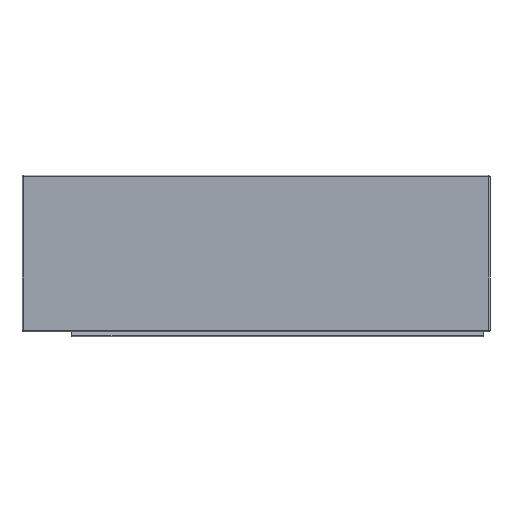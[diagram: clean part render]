
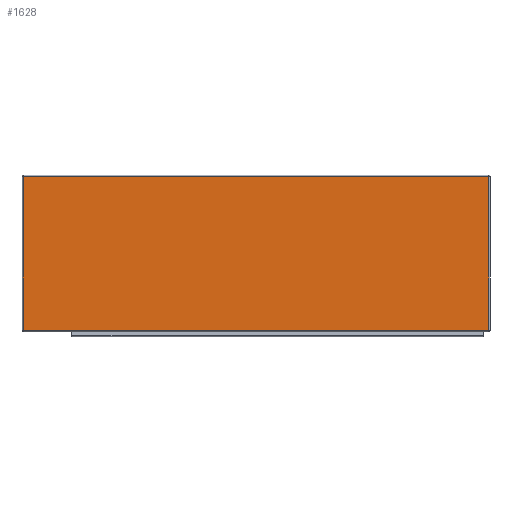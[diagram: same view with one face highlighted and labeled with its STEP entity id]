
A CAD part, front view. The second image highlights one B-rep face of the part: STEP entity #1628.
In plain terms, the highlighted planar face has unit normal (0, -1, 0).
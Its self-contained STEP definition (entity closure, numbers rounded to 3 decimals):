
#543 = VERTEX_POINT ( 'NONE', #4055 ) ;
#544 = VERTEX_POINT ( 'NONE', #4056 ) ;
#545 = VERTEX_POINT ( 'NONE', #4057 ) ;
#546 = VERTEX_POINT ( 'NONE', #4058 ) ;
#1628 = ADVANCED_FACE ( 'NONE', ( #4733 ), #5625, .F. ) ;
#2649 = ORIENTED_EDGE ( 'NONE', *, *, #3068, .T. ) ;
#2650 = ORIENTED_EDGE ( 'NONE', *, *, #3069, .T. ) ;
#2651 = ORIENTED_EDGE ( 'NONE', *, *, #3070, .T. ) ;
#2652 = ORIENTED_EDGE ( 'NONE', *, *, #3071, .T. ) ;
#3068 = EDGE_CURVE ( 'NONE', #543, #544, #7266, .T. ) ;
#3069 = EDGE_CURVE ( 'NONE', #544, #545, #8168, .T. ) ;
#3070 = EDGE_CURVE ( 'NONE', #545, #546, #8170, .T. ) ;
#3071 = EDGE_CURVE ( 'NONE', #546, #543, #8172, .T. ) ;
#3482 = AXIS2_PLACEMENT_3D ( 'NONE', #5626, #5627, #5628 ) ;
#3514 = EDGE_LOOP ( 'NONE', ( #2649, #2650, #2651, #2652 ) ) ;
#4055 = CARTESIAN_POINT ( 'NONE',  ( 0.5, -12.5, 29.25 ) ) ;
#4056 = CARTESIAN_POINT ( 'NONE',  ( 0.5, -12.5, -29.25 ) ) ;
#4057 = CARTESIAN_POINT ( 'NONE',  ( 177.5, -12.5, -29.25 ) ) ;
#4058 = CARTESIAN_POINT ( 'NONE',  ( 177.5, -12.5, 29.25 ) ) ;
#4733 = FACE_OUTER_BOUND ( 'NONE', #3514, .T. ) ;
#5625 = PLANE ( 'NONE',  #3482 ) ;
#5626 = CARTESIAN_POINT ( 'NONE',  ( 178., -12.5, -29.75 ) ) ;
#5627 = DIRECTION ( 'NONE',  ( 0., 1., 0. ) ) ;
#5628 = DIRECTION ( 'NONE',  ( 0., 0., 1. ) ) ;
#7266 = LINE ( 'NONE', #8075, #7267 ) ;
#7267 = VECTOR ( 'NONE', #8076, 1000. ) ;
#8075 = CARTESIAN_POINT ( 'NONE',  ( 0.5, -12.5, -29.75 ) ) ;
#8076 = DIRECTION ( 'NONE',  ( 0., 0., -1. ) ) ;
#8077 = CARTESIAN_POINT ( 'NONE',  ( 178., -12.5, -29.25 ) ) ;
#8078 = DIRECTION ( 'NONE',  ( 1., 0., 0. ) ) ;
#8079 = CARTESIAN_POINT ( 'NONE',  ( 177.5, -12.5, -29.75 ) ) ;
#8080 = DIRECTION ( 'NONE',  ( 0., 0., 1. ) ) ;
#8081 = CARTESIAN_POINT ( 'NONE',  ( 178., -12.5, 29.25 ) ) ;
#8082 = DIRECTION ( 'NONE',  ( -1., 0., 0. ) ) ;
#8168 = LINE ( 'NONE', #8077, #8169 ) ;
#8169 = VECTOR ( 'NONE', #8078, 1000. ) ;
#8170 = LINE ( 'NONE', #8079, #8171 ) ;
#8171 = VECTOR ( 'NONE', #8080, 1000. ) ;
#8172 = LINE ( 'NONE', #8081, #8173 ) ;
#8173 = VECTOR ( 'NONE', #8082, 1000. ) ;
